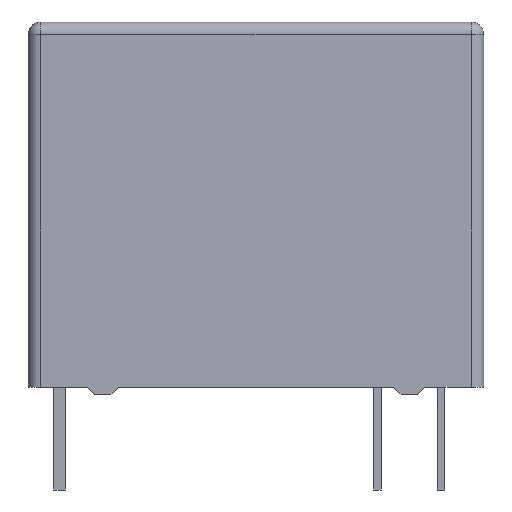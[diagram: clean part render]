
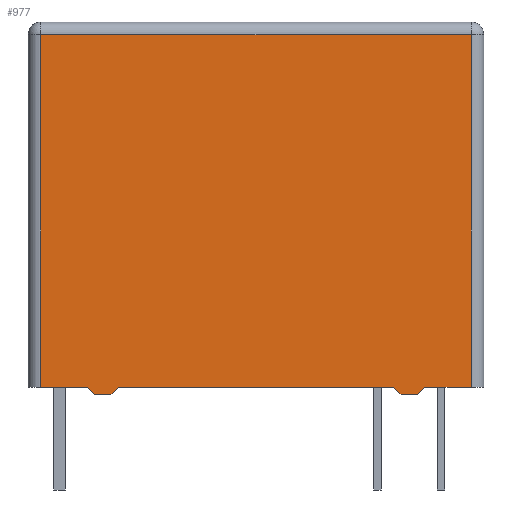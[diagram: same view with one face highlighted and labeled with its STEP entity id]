
A CAD part, front view. The second image highlights one B-rep face of the part: STEP entity #977.
In plain terms, the highlighted planar face has unit normal (0, -1, 0).
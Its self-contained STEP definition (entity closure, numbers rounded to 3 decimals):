
#21 = EDGE_CURVE('',#22,#24,#26,.T.);
#22 = VERTEX_POINT('',#23);
#23 = CARTESIAN_POINT('',(-6.215,-5.1,0.));
#24 = VERTEX_POINT('',#25);
#25 = CARTESIAN_POINT('',(-5.565,-5.1,0.));
#26 = LINE('',#27,#28);
#27 = CARTESIAN_POINT('',(-6.215,-5.1,0.));
#28 = VECTOR('',#29,1.);
#29 = DIRECTION('',(1.,0.,0.));
#61 = EDGE_CURVE('',#62,#22,#64,.T.);
#62 = VERTEX_POINT('',#63);
#63 = CARTESIAN_POINT('',(-6.515,-5.1,0.3));
#64 = LINE('',#65,#66);
#65 = CARTESIAN_POINT('',(-6.515,-5.1,0.3));
#66 = VECTOR('',#67,1.);
#67 = DIRECTION('',(0.707,0.,-0.707)
  );
#116 = EDGE_CURVE('',#24,#117,#119,.T.);
#117 = VERTEX_POINT('',#118);
#118 = CARTESIAN_POINT('',(-5.265,-5.1,0.3));
#119 = LINE('',#120,#121);
#120 = CARTESIAN_POINT('',(-5.565,-5.1,0.));
#121 = VECTOR('',#122,1.);
#122 = DIRECTION('',(0.707,0.,0.707));
#143 = EDGE_CURVE('',#62,#144,#146,.T.);
#144 = VERTEX_POINT('',#145);
#145 = CARTESIAN_POINT('',(-8.37,-5.1,0.3));
#146 = LINE('',#147,#148);
#147 = CARTESIAN_POINT('',(4.78,-5.1,0.3));
#148 = VECTOR('',#149,1.);
#149 = DIRECTION('',(-1.,-0.,0.));
#267 = VERTEX_POINT('',#268);
#268 = CARTESIAN_POINT('',(8.83,-5.1,0.3));
#275 = EDGE_CURVE('',#267,#276,#278,.T.);
#276 = VERTEX_POINT('',#277);
#277 = CARTESIAN_POINT('',(6.975,-5.1,0.3));
#278 = LINE('',#279,#280);
#279 = CARTESIAN_POINT('',(4.78,-5.1,0.3));
#280 = VECTOR('',#281,1.);
#281 = DIRECTION('',(-1.,-0.,0.));
#300 = VERTEX_POINT('',#301);
#301 = CARTESIAN_POINT('',(5.725,-5.1,0.3));
#307 = EDGE_CURVE('',#300,#117,#308,.T.);
#308 = LINE('',#309,#310);
#309 = CARTESIAN_POINT('',(4.78,-5.1,0.3));
#310 = VECTOR('',#311,1.);
#311 = DIRECTION('',(-1.,-0.,0.));
#321 = EDGE_CURVE('',#322,#276,#324,.T.);
#322 = VERTEX_POINT('',#323);
#323 = CARTESIAN_POINT('',(6.675,-5.1,0.));
#324 = LINE('',#325,#326);
#325 = CARTESIAN_POINT('',(6.675,-5.1,0.));
#326 = VECTOR('',#327,1.);
#327 = DIRECTION('',(0.707,0.,0.707));
#352 = EDGE_CURVE('',#353,#322,#355,.T.);
#353 = VERTEX_POINT('',#354);
#354 = CARTESIAN_POINT('',(6.025,-5.1,0.));
#355 = LINE('',#356,#357);
#356 = CARTESIAN_POINT('',(6.025,-5.1,0.));
#357 = VECTOR('',#358,1.);
#358 = DIRECTION('',(1.,0.,0.));
#383 = EDGE_CURVE('',#300,#353,#384,.T.);
#384 = LINE('',#385,#386);
#385 = CARTESIAN_POINT('',(5.725,-5.1,0.3));
#386 = VECTOR('',#387,1.);
#387 = DIRECTION('',(0.707,0.,-0.707)
  );
#610 = VERTEX_POINT('',#611);
#611 = CARTESIAN_POINT('',(-8.37,-5.1,14.4));
#644 = EDGE_CURVE('',#610,#645,#647,.T.);
#645 = VERTEX_POINT('',#646);
#646 = CARTESIAN_POINT('',(8.83,-5.1,14.4));
#647 = LINE('',#648,#649);
#648 = CARTESIAN_POINT('',(-8.37,-5.1,14.4));
#649 = VECTOR('',#650,1.);
#650 = DIRECTION('',(1.,0.,0.));
#889 = EDGE_CURVE('',#144,#610,#890,.T.);
#890 = LINE('',#891,#892);
#891 = CARTESIAN_POINT('',(-8.37,-5.1,0.3));
#892 = VECTOR('',#893,1.);
#893 = DIRECTION('',(0.,0.,1.));
#913 = EDGE_CURVE('',#267,#645,#914,.T.);
#914 = LINE('',#915,#916);
#915 = CARTESIAN_POINT('',(8.83,-5.1,0.3));
#916 = VECTOR('',#917,1.);
#917 = DIRECTION('',(0.,0.,1.));
#977 = ADVANCED_FACE('',(#978),#992,.T.);
#978 = FACE_BOUND('',#979,.T.);
#979 = EDGE_LOOP('',(#980,#981,#982,#983,#984,#985,#986,#987,#988,#989,
    #990,#991));
#980 = ORIENTED_EDGE('',*,*,#275,.F.);
#981 = ORIENTED_EDGE('',*,*,#913,.T.);
#982 = ORIENTED_EDGE('',*,*,#644,.F.);
#983 = ORIENTED_EDGE('',*,*,#889,.F.);
#984 = ORIENTED_EDGE('',*,*,#143,.F.);
#985 = ORIENTED_EDGE('',*,*,#61,.T.);
#986 = ORIENTED_EDGE('',*,*,#21,.T.);
#987 = ORIENTED_EDGE('',*,*,#116,.T.);
#988 = ORIENTED_EDGE('',*,*,#307,.F.);
#989 = ORIENTED_EDGE('',*,*,#383,.T.);
#990 = ORIENTED_EDGE('',*,*,#352,.T.);
#991 = ORIENTED_EDGE('',*,*,#321,.T.);
#992 = PLANE('',#993);
#993 = AXIS2_PLACEMENT_3D('',#994,#995,#996);
#994 = CARTESIAN_POINT('',(9.33,-5.1,0.3));
#995 = DIRECTION('',(0.,-1.,0.));
#996 = DIRECTION('',(-1.,-0.,0.));
